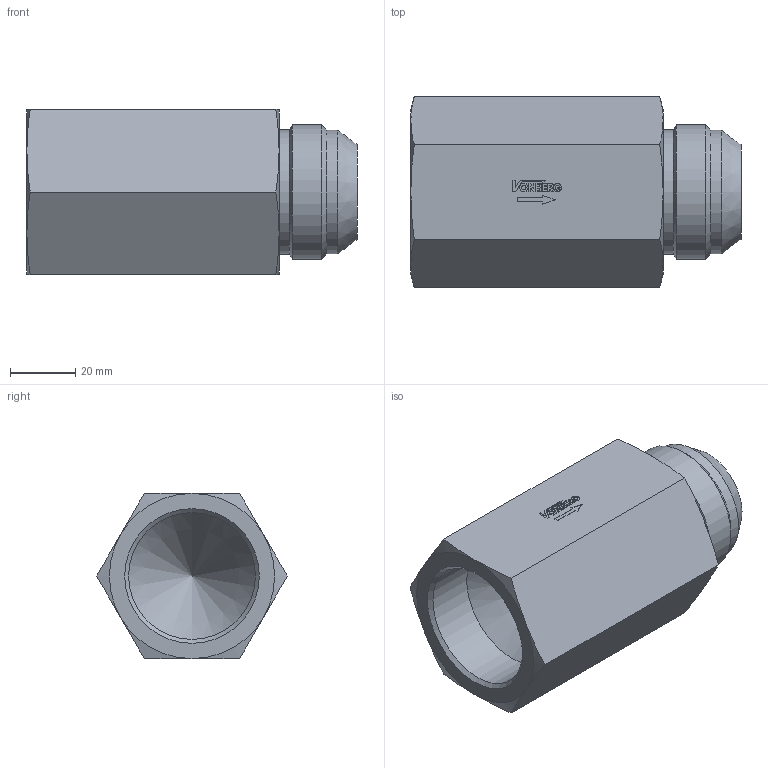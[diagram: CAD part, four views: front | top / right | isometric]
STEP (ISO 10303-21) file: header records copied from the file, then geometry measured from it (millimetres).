
FILE_DESCRIPTION((''),'2;1');
FILE_NAME('1920FF.stp','2015-01-02T10:14:17',('jml'),(''),'Autodesk Inventor 2010','Autodesk Inventor 2010','');
FILE_SCHEMA(('AUTOMOTIVE_DESIGN { 1 0 10303 214 1 1 1 1 }'));
Length unit declared in the file: inch
Products named in the file (1): 1920FF
Bounding box: 101.6 x 58.66 x 50.8 mm (x, y, z)
Volume: 171904.5 mm3; surface area: 23429.9 mm2
Topology: 1 solids, 1 shells, 128 faces, 317 edges, 205 vertices
Faces by surface type: plane 92, cylinder 19, cone 17
Full cylindrical faces by diameter (mm): 1.392 x1, 38.125 x1, 38.329 x1, 38.989 x1, 41.275 x1
Entity records: 3794 total; most frequent: CARTESIAN_POINT 687, ORIENTED_EDGE 612, DIRECTION 592, EDGE_CURVE 306, VECTOR 230, LINE 230, VERTEX_POINT 204, AXIS2_PLACEMENT_3D 181
